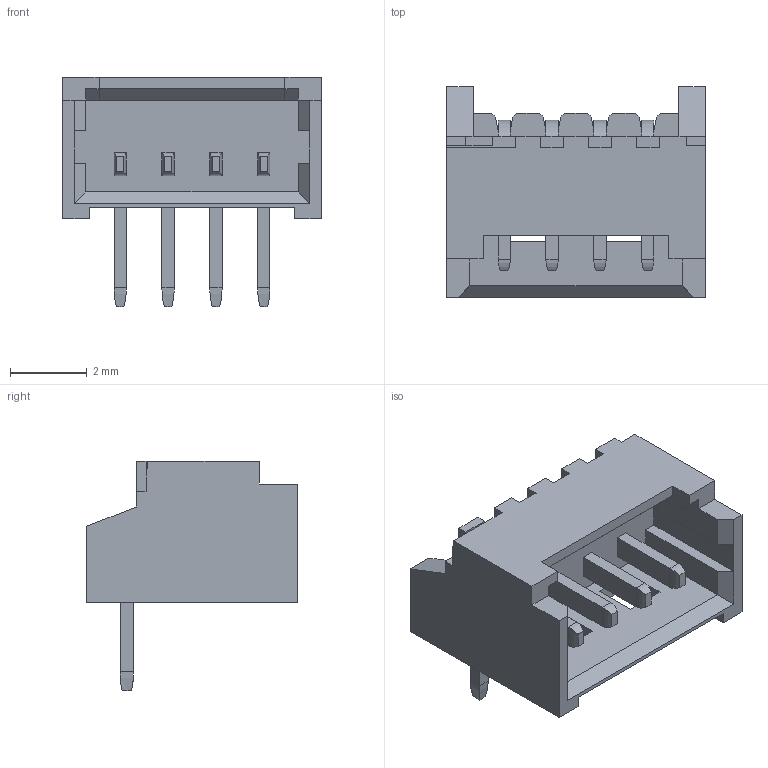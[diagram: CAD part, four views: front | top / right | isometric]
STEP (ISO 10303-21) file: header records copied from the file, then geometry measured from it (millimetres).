
FILE_DESCRIPTION( ( '' ), ' ' );
FILE_NAME( '5c3f3f4e79440114f96aad3b.step', '2019-01-16T14:27:26', ( '' ), ( '' ), ' ', ' ', ' ' );
FILE_SCHEMA( ( 'AUTOMOTIVE_DESIGN { 1 0 10303 214 1 1 1 1 }' ) );
Length unit declared in the file: metre
Products named in the file (9): Open CASCADE STEP translator 6.8 3; Open CASCADE STEP translator 6.8 2; Open CASCADE STEP translator 6.8 1
Bounding box: 6.75 x 5.5 x 6 mm (x, y, z)
Volume: 58.7 mm3; surface area: 227.7 mm2
Topology: 9 solids, 9 shells, 197 faces, 498 edges, 319 vertices
Faces by surface type: plane 161, cylinder 20, bspline 16
Entity records: 10366 total; most frequent: CARTESIAN_POINT 1599, ORIENTED_EDGE 996, DIRECTION 854, STYLED_ITEM 695, PRESENTATION_STYLE_ASSIGNMENT 695, COLOUR_RGB 695, EDGE_CURVE 498, CURVE_STYLE 498
